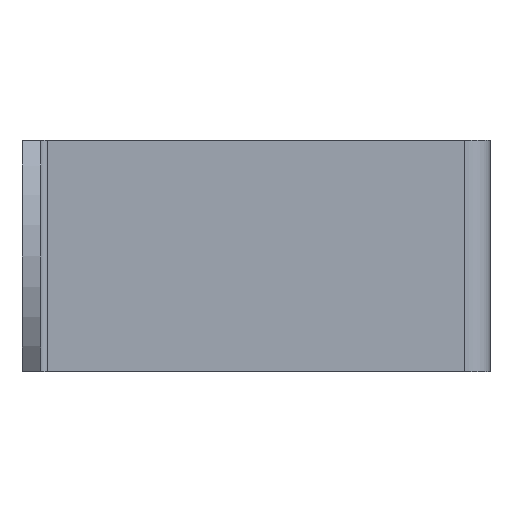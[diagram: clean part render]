
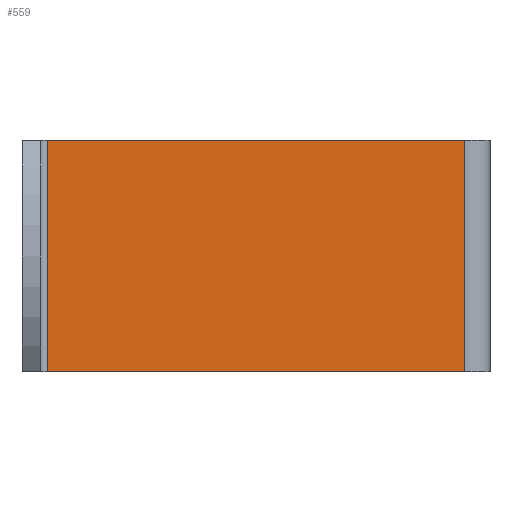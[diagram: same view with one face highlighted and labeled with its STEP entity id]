
A CAD part, front view. The second image highlights one B-rep face of the part: STEP entity #559.
In plain terms, the highlighted planar face has unit normal (0, -1, 0).
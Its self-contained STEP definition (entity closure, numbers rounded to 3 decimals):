
#4 = VERTEX_POINT ( 'NONE', #597 ) ;
#31 = VERTEX_POINT ( 'NONE', #548 ) ;
#32 = EDGE_CURVE ( 'NONE', #1055, #1243, #141, .T. ) ;
#44 = EDGE_CURVE ( 'NONE', #31, #1055, #1212, .T. ) ;
#59 = VECTOR ( 'NONE', #766, 1000. ) ;
#66 = PLANE ( 'NONE',  #896 ) ;
#128 = DIRECTION ( 'NONE',  ( -1., 0., 0. ) ) ;
#141 = LINE ( 'NONE', #758, #303 ) ;
#156 = VECTOR ( 'NONE', #128, 1000. ) ;
#220 = DIRECTION ( 'NONE',  ( -1., 0., 0. ) ) ;
#229 = LINE ( 'NONE', #541, #884 ) ;
#303 = VECTOR ( 'NONE', #220, 1000. ) ;
#311 = ORIENTED_EDGE ( 'NONE', *, *, #649, .T. ) ;
#326 = DIRECTION ( 'NONE',  ( 0., 0., -1. ) ) ;
#393 = ORIENTED_EDGE ( 'NONE', *, *, #32, .F. ) ;
#541 = CARTESIAN_POINT ( 'NONE',  ( 2.737, -19.9, 12.5 ) ) ;
#548 = CARTESIAN_POINT ( 'NONE',  ( 47.785, -19.9, 12.5 ) ) ;
#559 = ADVANCED_FACE ( 'NONE', ( #801 ), #66, .T. ) ;
#597 = CARTESIAN_POINT ( 'NONE',  ( 2.737, -19.9, 12.5 ) ) ;
#641 = CARTESIAN_POINT ( 'NONE',  ( 47.785, -19.9, 12.5 ) ) ;
#649 = EDGE_CURVE ( 'NONE', #4, #1243, #229, .T. ) ;
#691 = CARTESIAN_POINT ( 'NONE',  ( 49.2, -19.9, 12.5 ) ) ;
#695 = EDGE_CURVE ( 'NONE', #31, #4, #881, .T. ) ;
#697 = DIRECTION ( 'NONE',  ( 0., 0., -1. ) ) ;
#714 = CARTESIAN_POINT ( 'NONE',  ( 47.785, -19.9, -12.5 ) ) ;
#716 = ORIENTED_EDGE ( 'NONE', *, *, #44, .F. ) ;
#758 = CARTESIAN_POINT ( 'NONE',  ( 49.2, -19.9, -12.5 ) ) ;
#766 = DIRECTION ( 'NONE',  ( 0., 0., -1. ) ) ;
#801 = FACE_OUTER_BOUND ( 'NONE', #958, .T. ) ;
#859 = CARTESIAN_POINT ( 'NONE',  ( 2.737, -19.9, -12.5 ) ) ;
#881 = LINE ( 'NONE', #1104, #156 ) ;
#884 = VECTOR ( 'NONE', #326, 1000. ) ;
#896 = AXIS2_PLACEMENT_3D ( 'NONE', #691, #1240, #697 ) ;
#958 = EDGE_LOOP ( 'NONE', ( #393, #716, #1314, #311 ) ) ;
#1055 = VERTEX_POINT ( 'NONE', #714 ) ;
#1104 = CARTESIAN_POINT ( 'NONE',  ( 49.2, -19.9, 12.5 ) ) ;
#1212 = LINE ( 'NONE', #641, #59 ) ;
#1240 = DIRECTION ( 'NONE',  ( 0., -1., 0. ) ) ;
#1243 = VERTEX_POINT ( 'NONE', #859 ) ;
#1314 = ORIENTED_EDGE ( 'NONE', *, *, #695, .T. ) ;
